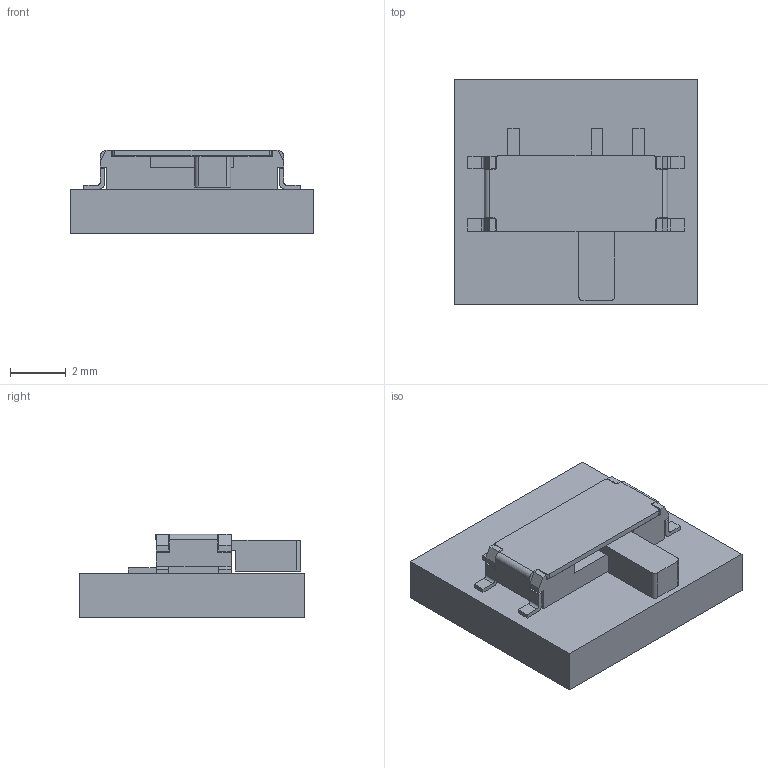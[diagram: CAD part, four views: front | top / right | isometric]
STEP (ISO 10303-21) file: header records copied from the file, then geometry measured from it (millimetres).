
FILE_DESCRIPTION (( 'STEP AP214' ), '1' );
FILE_NAME ('User Library-SK-3296S-01-L3-1.STEP', '2023-11-28T12:43:15', ( '' ), ( '' ), 'SwSTEP 2.0', 'SolidWorks 2022', '' );
FILE_SCHEMA (( 'AUTOMOTIVE_DESIGN' ));
Length unit declared in the file: millimetre
Products named in the file (8): User Library-SK-3296S-01-L3-1; SOLID-0.step; SOLID-1.step; SK-3296S-01-L3.step; SOLID.step; SW-SMD_SK-3296S-01-L3.step; SW3.step; COMPOUND.step
Assembly tree (7 placements, depth 5):
  User Library-SK-3296S-01-L3-1
    SK-3296S-01-L3.step
      SW3.step
        SW-SMD_SK-3296S-01-L3.step
          SOLID.step
          SOLID-0.step
          SOLID-1.step
      COMPOUND.step
Bounding box: 8.78 x 8.13 x 3 mm (x, y, z)
Volume: 138.5 mm3; surface area: 336.5 mm2
Topology: 4 solids, 4 shells, 269 faces, 733 edges, 486 vertices
Faces by surface type: plane 233, cylinder 30, cone 6
Entity records: 10030 total; most frequent: CARTESIAN_POINT 1501, ORIENTED_EDGE 1466, DIRECTION 1365, EDGE_CURVE 733, VECTOR 665, LINE 665, VERTEX_POINT 486, AXIS2_PLACEMENT_3D 350
